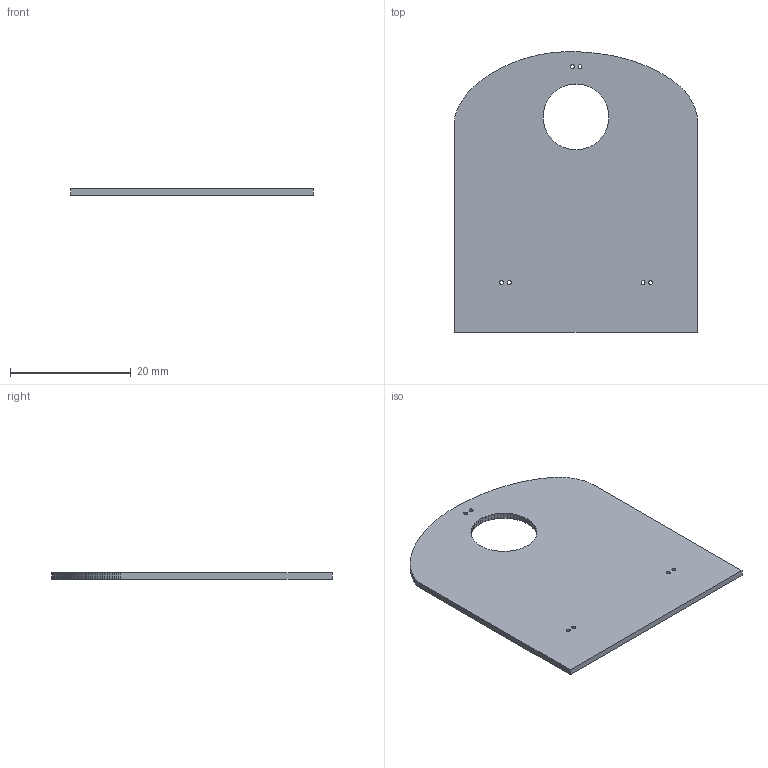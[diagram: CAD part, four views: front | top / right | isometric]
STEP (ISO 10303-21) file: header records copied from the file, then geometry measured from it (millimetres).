
FILE_DESCRIPTION(('FreeCAD Model'),'2;1');
FILE_NAME('blade-plate-no-teeth.step', '2020-05-16T19:38:33',('Author'),(''), 'Open CASCADE STEP processor 7.3','FreeCAD','Unknown');
FILE_SCHEMA(('AUTOMOTIVE_DESIGN { 1 0 10303 214 1 1 1 1 }'));
Length unit declared in the file: millimetre
Products named in the file (6): blade-plate-no-teeth; Board_Geoms_b7e6; Local_CS_b7e6; Pcb_b7e6; PCB_Sketch_b7e6; Step_Models_b7e6
Assembly tree (5 placements, depth 3):
  blade-plate-no-teeth
    Board_Geoms_b7e6
      Local_CS_b7e6
      Pcb_b7e6
      PCB_Sketch_b7e6
    Step_Models_b7e6
Bounding box: 40.26 x 46.46 x 1 mm (x, y, z)
Volume: 1669 mm3; surface area: 3544.9 mm2
Topology: 1 solids, 1 shells, 142 faces, 554 edges, 548 vertices
Faces by surface type: plane 136, cylinder 6
Full cylindrical faces by diameter (mm): 0.65 x6
Entity records: 5755 total; most frequent: CARTESIAN_POINT 1250, DIRECTION 862, ORIENTED_EDGE 840, LINE 542, VECTOR 542, EDGE_CURVE 420, VERTEX_POINT 280, AXIS2_PLACEMENT_3D 160
